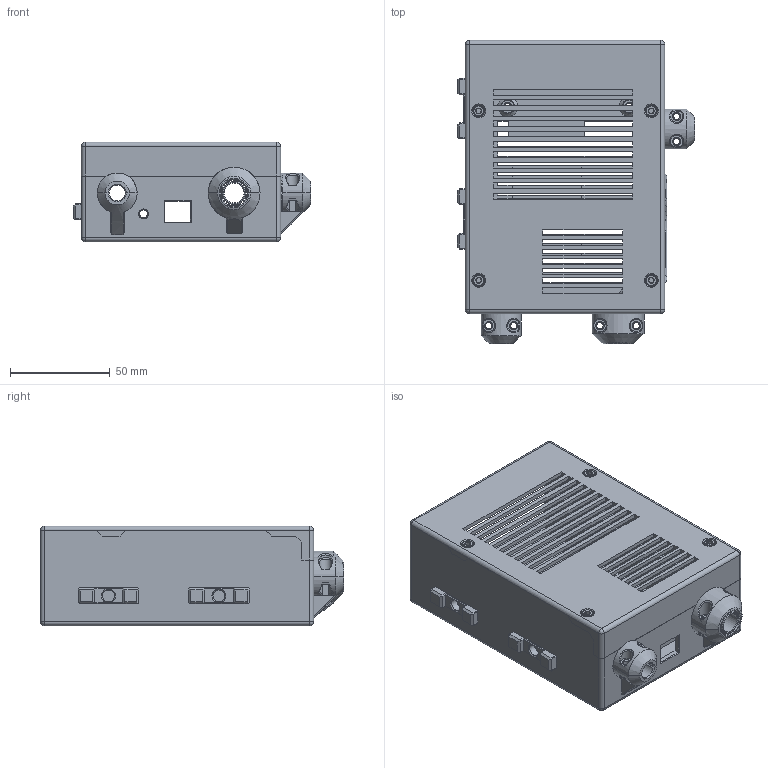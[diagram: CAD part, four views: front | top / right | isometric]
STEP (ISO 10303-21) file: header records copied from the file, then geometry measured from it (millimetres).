
FILE_DESCRIPTION(/* description */ (''),/* implementation_level */ '2;1');
FILE_NAME(/* name */ 'EinsyBox-rel2 v11.step',/* time_stamp */ '2018-11-04T00:02:02+01:00',/* author */ ('wolfgang.schadow'),/* organization */ (''),/* preprocessor_version */ 'ST-DEVELOPER v17.2',/* originating_system */ 'Autodesk Translation Framework v7.6.0.251',/* authorisation */ '');
FILE_SCHEMA (('AUTOMOTIVE_DESIGN { 1 0 10303 214 3 1 1 }'));
Products named in the file (6): EinsyBox-rel2; MainBody; Cover; Screws&Nuts (8); M3 Square Nut v1 (4); M3 x 0.5mm Thread 8mm LONG SOCKET HEAD CAP SCREW v1
Assembly tree (11 placements, depth 4):
  EinsyBox-rel2
    MainBody
    Cover
      Screws&Nuts (8)
        M3 Square Nut v1 (4)  x4
        M3 x 0.5mm Thread 8mm LONG SOCKET HEAD CAP SCREW v1  x4
Bounding box: 119 x 152.01 x 50 mm (x, y, z)
Volume: 135808.8 mm3; surface area: 108548.4 mm2
Topology: 15 solids, 15 shells, 1466 faces, 3838 edges, 2421 vertices
Faces by surface type: plane 1000, cylinder 254, cone 130, bspline 74, sphere 8
Full cylindrical faces by diameter (mm): 2.35 x60, 2.384 x4, 3 x60, 3.086 x12, 3.1 x8, 3.2 x8, 3.3 x12, 4 x1, 5.5 x4, 6 x6, 6.2 x2, 6.974 x3, 6.975 x1
Entity records: 53545 total; most frequent: CARTESIAN_POINT 23304, ORIENTED_EDGE 6522, DIRECTION 5638, EDGE_CURVE 3261, LINE 2564, VECTOR 2564, VERTEX_POINT 2048, AXIS2_PLACEMENT_3D 1537
